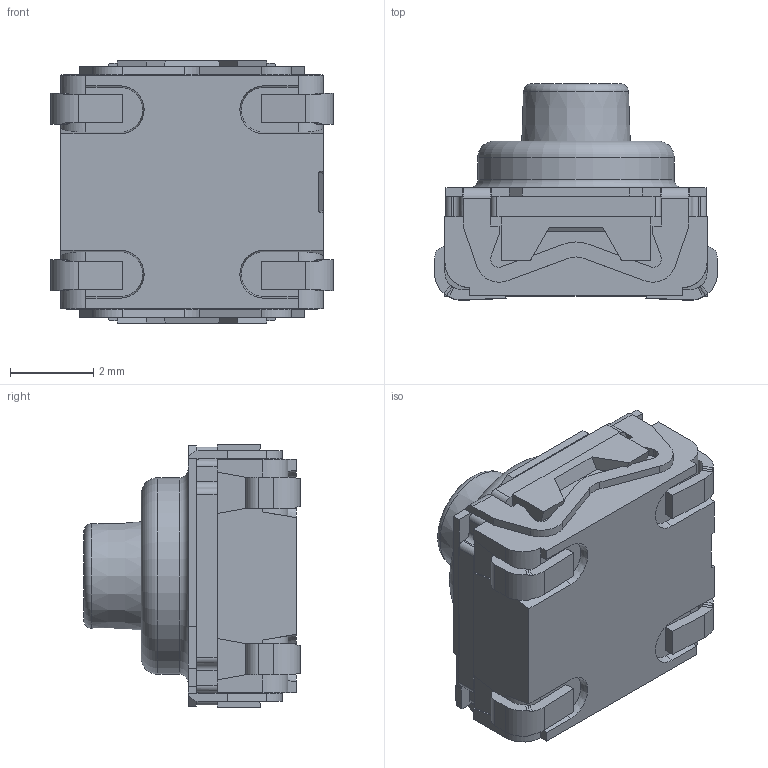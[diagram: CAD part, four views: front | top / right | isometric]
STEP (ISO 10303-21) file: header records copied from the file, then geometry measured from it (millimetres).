
FILE_DESCRIPTION( ( 'STEP AP214' ), '1' );
FILE_NAME( 'psolqas0833513163.stp', '2018-06-14T06:33:51', ( '' ), ( '' ), ' ', 'PARTsolutions', ' ' );
FILE_SCHEMA( ( 'AUTOMOTIVE_DESIGN { 1 0 10303 214 1 1 1 1 }' ) );
Length unit declared in the file: metre
Products named in the file (1): 1
Bounding box: 6.8 x 5.2 x 6.3 mm (x, y, z)
Volume: 121.6 mm3; surface area: 205.2 mm2
Topology: 1 solids, 1 shells, 325 faces, 943 edges, 610 vertices
Faces by surface type: plane 235, cylinder 66, bspline 16, cone 5, torus 3
Full cylindrical faces by diameter (mm): 4.725 x1
Entity records: 13048 total; most frequent: CARTESIAN_POINT 2474, ORIENTED_EDGE 1870, DIRECTION 1668, EDGE_CURVE 935, LINE 718, VECTOR 718, VERTEX_POINT 607, AXIS2_PLACEMENT_3D 475
